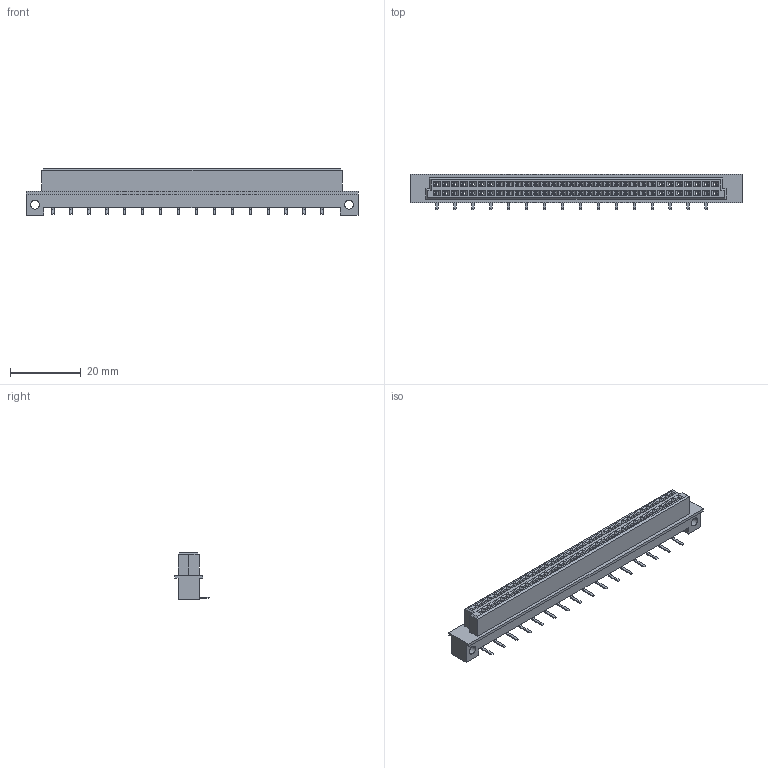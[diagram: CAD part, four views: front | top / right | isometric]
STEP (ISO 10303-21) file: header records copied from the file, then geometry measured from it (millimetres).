
FILE_DESCRIPTION (( 'STEP AP203' ), '1' );
FILE_NAME ('462-016-360-122.STEP', '2019-11-11T15:23:48', ( '' ), ( '' ), 'SwSTEP 2.0', 'SolidWorks 2020', '' );
FILE_SCHEMA (( 'CONFIG_CONTROL_DESIGN' ));
Length unit declared in the file: millimetre
Products named in the file (3): 462-016-360-122; 462 Part_64; 462-290-1
Assembly tree (17 placements, depth 2):
  462-016-360-122
    462 Part_64
    462-290-1  x16
Bounding box: 94 x 9.9 x 13.2 mm (x, y, z)
Volume: 5527 mm3; surface area: 6251.8 mm2
Topology: 17 solids, 17 shells, 1091 faces, 2648 edges, 1656 vertices
Faces by surface type: plane 1055, cylinder 36
Entity records: 26139 total; most frequent: CARTESIAN_POINT 4425, ORIENTED_EDGE 4336, DIRECTION 3982, EDGE_CURVE 2168, LINE 2156, VECTOR 2156, VERTEX_POINT 1356, EDGE_LOOP 1078
